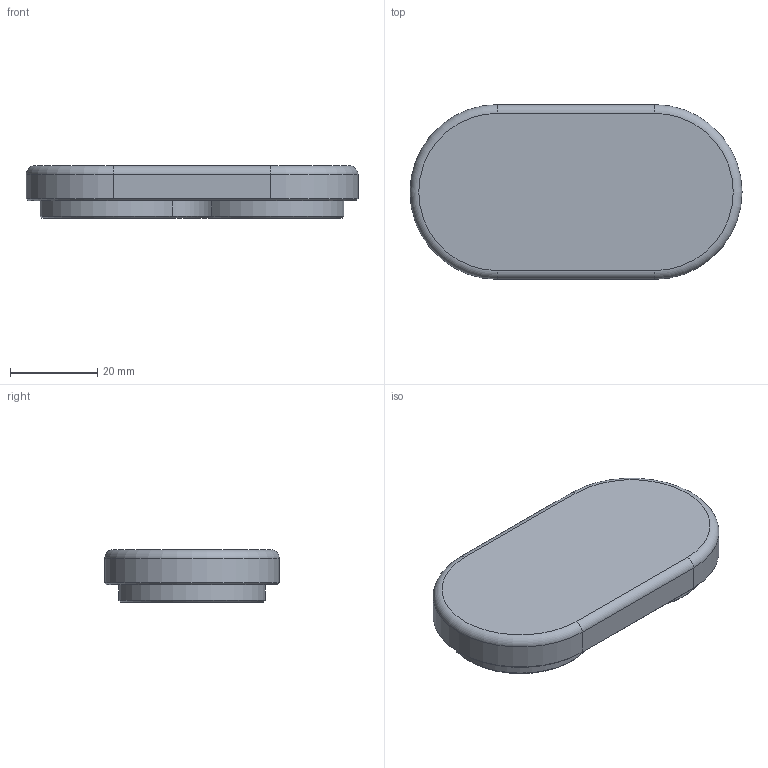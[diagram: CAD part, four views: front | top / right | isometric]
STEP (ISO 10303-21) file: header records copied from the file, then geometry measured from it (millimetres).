
FILE_DESCRIPTION(/* description */ (''),/* implementation_level */ '2;1');
FILE_NAME(/* name */ 'travel-case-top.step',/* time_stamp */ '2025-12-24T14:46:56-06:00',/* author */ (''),/* organization */ (''),/* preprocessor_version */ 'ST-DEVELOPER v20.1',/* originating_system */ 'Autodesk Translation Framework v14.21.0.0',/* authorisation */ '');
FILE_SCHEMA (('AUTOMOTIVE_DESIGN { 1 0 10303 214 3 1 1 }'));
Length unit declared in the file: millimetre
Products named in the file (2): BallHolder; Top
Assembly tree (1 placements, depth 2):
  BallHolder
    Top
Bounding box: 76 x 40 x 12 mm (x, y, z)
Volume: 25000.7 mm3; surface area: 8094.5 mm2
Topology: 1 solids, 1 shells, 35 faces, 68 edges, 40 vertices
Faces by surface type: cylinder 12, plane 11, cone 10, torus 2
Full cylindrical faces by diameter (mm): 6 x2, 24 x2
Entity records: 943 total; most frequent: DIRECTION 176, CARTESIAN_POINT 158, ORIENTED_EDGE 136, AXIS2_PLACEMENT_3D 74, EDGE_CURVE 68, EDGE_LOOP 40, VERTEX_POINT 40, CIRCLE 36
